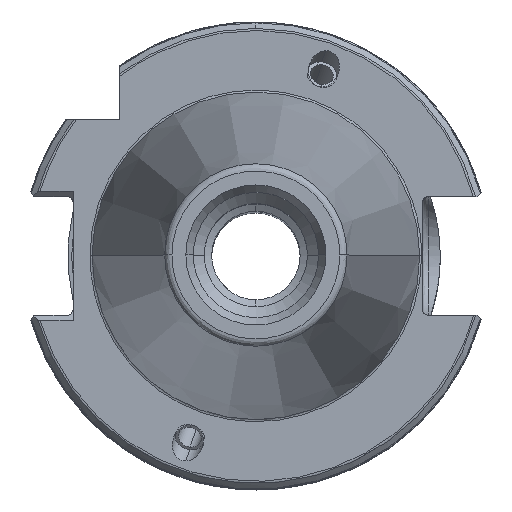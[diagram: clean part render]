
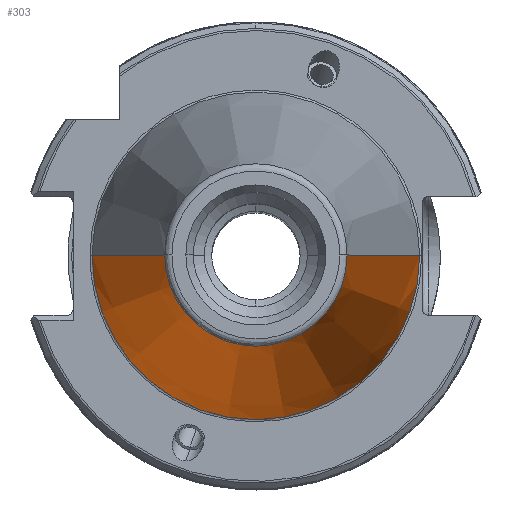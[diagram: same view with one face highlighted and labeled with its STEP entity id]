
A CAD part, top view. The second image highlights one B-rep face of the part: STEP entity #303.
In plain terms, the highlighted conical face has half-angle 8.297 degrees and reference radius 12.375 mm.
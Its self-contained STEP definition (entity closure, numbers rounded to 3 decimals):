
#61 = VERTEX_POINT ( 'NONE', #3244 ) ;
#303 = ADVANCED_FACE ( 'NONE', ( #4961 ), #6331, .T. ) ;
#349 = ORIENTED_EDGE ( 'NONE', *, *, #6934, .T. ) ;
#569 = DIRECTION ( 'NONE',  ( 0., 0., -1. ) ) ;
#785 = ORIENTED_EDGE ( 'NONE', *, *, #6343, .F. ) ;
#1417 = DIRECTION ( 'NONE',  ( 0., 0., 1. ) ) ;
#1627 = CARTESIAN_POINT ( 'NONE',  ( -12.375, 0., 67.544 ) ) ;
#1720 = VERTEX_POINT ( 'NONE', #3937 ) ;
#1848 = CIRCLE ( 'NONE', #7243, 22.225 ) ;
#2077 = ORIENTED_EDGE ( 'NONE', *, *, #5360, .F. ) ;
#2694 = CARTESIAN_POINT ( 'NONE',  ( 12.375, 0., 67.544 ) ) ;
#2793 = DIRECTION ( 'NONE',  ( 0., 0., 1. ) ) ;
#3244 = CARTESIAN_POINT ( 'NONE',  ( -22.225, 0., 0. ) ) ;
#3305 = CARTESIAN_POINT ( 'NONE',  ( 22.225, 0., 0. ) ) ;
#3657 = VECTOR ( 'NONE', #5494, 1000. ) ;
#3815 = VECTOR ( 'NONE', #5468, 1000. ) ;
#3937 = CARTESIAN_POINT ( 'NONE',  ( -12.375, 0., 67.544 ) ) ;
#4679 = CARTESIAN_POINT ( 'NONE',  ( 0., 0., 67.544 ) ) ;
#4777 = CIRCLE ( 'NONE', #6750, 12.375 ) ;
#4831 = EDGE_LOOP ( 'NONE', ( #2077, #785, #6292, #349 ) ) ;
#4880 = CARTESIAN_POINT ( 'NONE',  ( 12.375, 0., 67.544 ) ) ;
#4961 = FACE_OUTER_BOUND ( 'NONE', #4831, .T. ) ;
#5014 = VERTEX_POINT ( 'NONE', #4880 ) ;
#5264 = DIRECTION ( 'NONE',  ( -1., 0., 0. ) ) ;
#5321 = LINE ( 'NONE', #1627, #3657 ) ;
#5360 = EDGE_CURVE ( 'NONE', #5014, #5456, #6866, .T. ) ;
#5396 = EDGE_CURVE ( 'NONE', #1720, #61, #5321, .T. ) ;
#5456 = VERTEX_POINT ( 'NONE', #3305 ) ;
#5468 = DIRECTION ( 'NONE',  ( 0.144, 0., -0.99 ) ) ;
#5494 = DIRECTION ( 'NONE',  ( -0.144, 0., -0.99 ) ) ;
#6129 = DIRECTION ( 'NONE',  ( -1., 0., 0. ) ) ;
#6158 = CARTESIAN_POINT ( 'NONE',  ( 0., 0., 0. ) ) ;
#6292 = ORIENTED_EDGE ( 'NONE', *, *, #5396, .T. ) ;
#6331 = CONICAL_SURFACE ( 'NONE', #7141, 12.375, 0.145 ) ;
#6343 = EDGE_CURVE ( 'NONE', #1720, #5014, #4777, .T. ) ;
#6690 = CARTESIAN_POINT ( 'NONE',  ( 0., 0., 67.544 ) ) ;
#6746 = DIRECTION ( 'NONE',  ( 1., 0., 0. ) ) ;
#6750 = AXIS2_PLACEMENT_3D ( 'NONE', #4679, #1417, #5264 ) ;
#6866 = LINE ( 'NONE', #2694, #3815 ) ;
#6934 = EDGE_CURVE ( 'NONE', #61, #5456, #1848, .T. ) ;
#7141 = AXIS2_PLACEMENT_3D ( 'NONE', #6690, #569, #6129 ) ;
#7243 = AXIS2_PLACEMENT_3D ( 'NONE', #6158, #2793, #6746 ) ;
